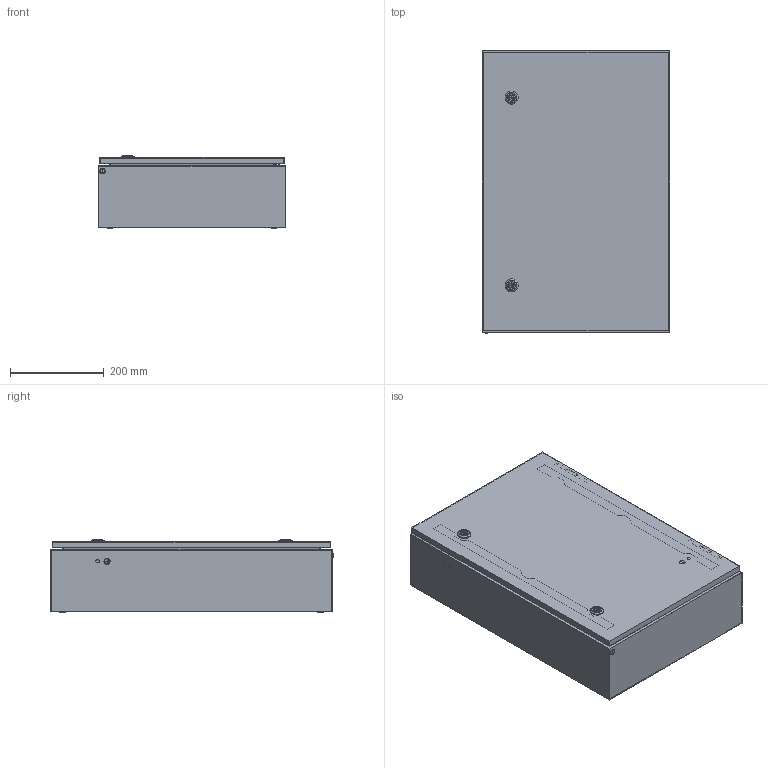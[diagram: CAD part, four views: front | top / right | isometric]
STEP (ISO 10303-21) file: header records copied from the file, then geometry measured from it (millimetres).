
FILE_DESCRIPTION (( 'STEP AP214' ), '1' );
FILE_NAME ('3331-4060-15-07.step', '2023-12-20T12:46:44', ( '' ), ( '' ), 'SwSTEP 2.0', 'SolidWorks 2019', '' );
FILE_SCHEMA (( 'AUTOMOTIVE_DESIGN' ));
Length unit declared in the file: millimetre
Products named in the file (4): 3331-4060-15-07; Korpus_wg_4060-15; Tuer_wg_3331-4060-00-97; Montageplattenbeipack_wg_4060
Assembly tree (3 placements, depth 2):
  3331-4060-15-07
    Korpus_wg_4060-15
    Tuer_wg_3331-4060-00-97
    Montageplattenbeipack_wg_4060
Bounding box: 400 x 602 x 157 mm (x, y, z)
Volume: 1288042.8 mm3; surface area: 1760832.7 mm2
Topology: 21 solids, 21 shells, 1175 faces, 2952 edges, 1919 vertices
Faces by surface type: plane 609, cylinder 396, cone 132, sphere 18, bspline 16, torus 4
Entity records: 48768 total; most frequent: CARTESIAN_POINT 15266, DIRECTION 6002, ORIENTED_EDGE 5888, EDGE_CURVE 2944, AXIS2_PLACEMENT_3D 2181, VERTEX_POINT 1919, LINE 1640, VECTOR 1640
